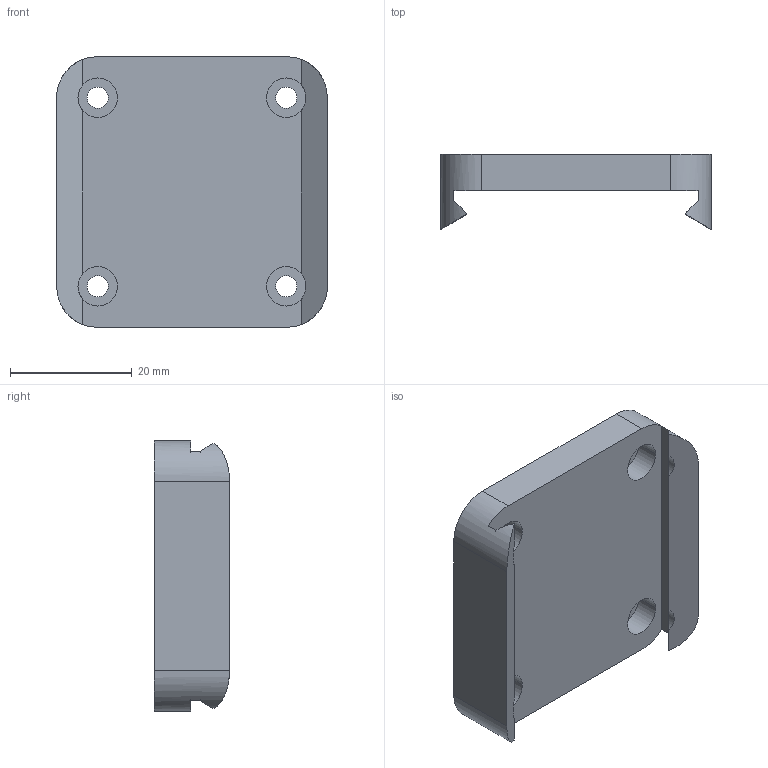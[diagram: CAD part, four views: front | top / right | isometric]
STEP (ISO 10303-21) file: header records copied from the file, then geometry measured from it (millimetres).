
FILE_DESCRIPTION (( 'STEP AP214' ), '1' );
FILE_NAME ('krabka_spodek.STEP', '2026-02-26T18:31:05', ( '' ), ( '' ), 'SwSTEP 2.0', 'SolidWorks 2025', '' );
FILE_SCHEMA (( 'AUTOMOTIVE_DESIGN' ));
Length unit declared in the file: millimetre
Products named in the file (1): krabka_spodek
Bounding box: 44.5 x 12.35 x 44.5 mm (x, y, z)
Volume: 12183.4 mm3; surface area: 6385 mm2
Topology: 1 solids, 1 shells, 42 faces, 108 edges, 72 vertices
Faces by surface type: cylinder 26, plane 16
Entity records: 1331 total; most frequent: CARTESIAN_POINT 283, ORIENTED_EDGE 216, DIRECTION 214, EDGE_CURVE 108, AXIS2_PLACEMENT_3D 83, VERTEX_POINT 72, EDGE_LOOP 54, LINE 48
